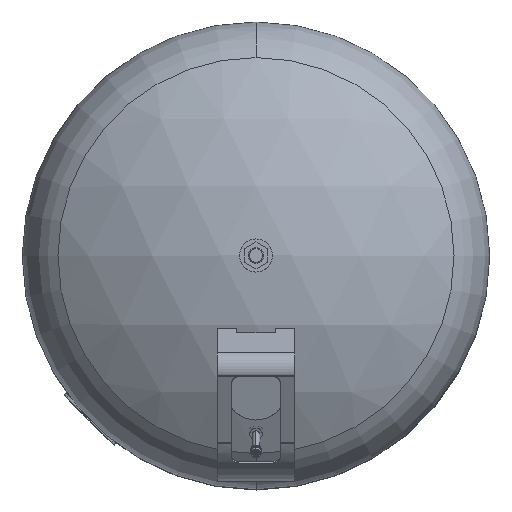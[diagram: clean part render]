
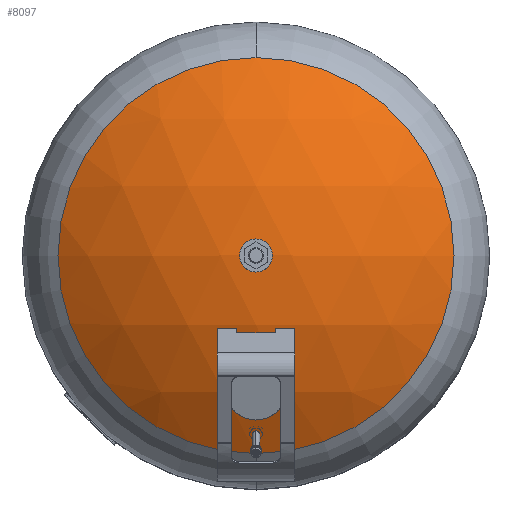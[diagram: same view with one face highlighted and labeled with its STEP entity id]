
A CAD part, top view. The second image highlights one B-rep face of the part: STEP entity #8097.
In plain terms, the highlighted spherical face has radius 354.5 mm.
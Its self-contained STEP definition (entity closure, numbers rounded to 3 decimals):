
#8036=CARTESIAN_POINT('',(0.,203.326,717.894));
#8037=VERTEX_POINT('',#8036);
#8053=CARTESIAN_POINT('',(0.,-203.326,717.894));
#8054=VERTEX_POINT('',#8053);
#8062=CARTESIAN_POINT('',(-203.326,0.,717.894));
#8063=VERTEX_POINT('',#8062);
#8064=CARTESIAN_POINT('',(0.,0.,717.894));
#8065=DIRECTION('',(0.0,0.0,-1.0));
#8066=DIRECTION('',(-1.0,0.0,0.0));
#8067=AXIS2_PLACEMENT_3D('',#8064,#8065,#8066);
#8068=CIRCLE('',#8067,203.326);
#8069=EDGE_CURVE('',#8054,#8063,#8068,.T.);
#8071=CARTESIAN_POINT('',(0.,0.,717.894));
#8072=DIRECTION('',(0.0,0.0,-1.0));
#8073=DIRECTION('',(-1.0,0.0,0.0));
#8074=AXIS2_PLACEMENT_3D('',#8071,#8072,#8073);
#8075=CIRCLE('',#8074,203.326);
#8076=EDGE_CURVE('',#8063,#8037,#8075,.T.);
#8081=CARTESIAN_POINT('',(0.,0.,427.5));
#8082=DIRECTION('',(0.0,1.0,0.0));
#8083=DIRECTION('',(1.0,0.0,0.0));
#8084=AXIS2_PLACEMENT_3D('',#8081,#8082,#8083);
#8085=SPHERICAL_SURFACE('',#8084,354.5);
#8086=ORIENTED_EDGE('',*,*,#8076,.F.);
#8087=ORIENTED_EDGE('',*,*,#8069,.F.);
#8088=CARTESIAN_POINT('',(0.,0.,717.894));
#8089=DIRECTION('',(0.0,0.0,-1.0));
#8090=DIRECTION('',(-1.0,0.0,0.0));
#8091=AXIS2_PLACEMENT_3D('',#8088,#8089,#8090);
#8092=CIRCLE('',#8091,203.326);
#8093=EDGE_CURVE('',#8037,#8054,#8092,.T.);
#8094=ORIENTED_EDGE('',*,*,#8093,.F.);
#8095=EDGE_LOOP('',(#8086,#8087,#8094));
#8096=FACE_OUTER_BOUND('',#8095,.T.);
#8097=ADVANCED_FACE('',(#8096),#8085,.T.);
